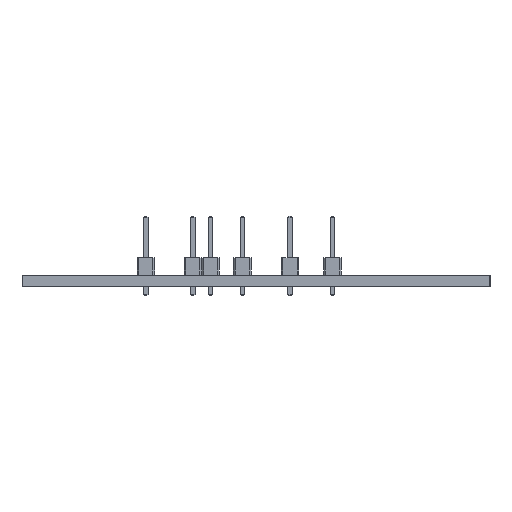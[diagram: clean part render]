
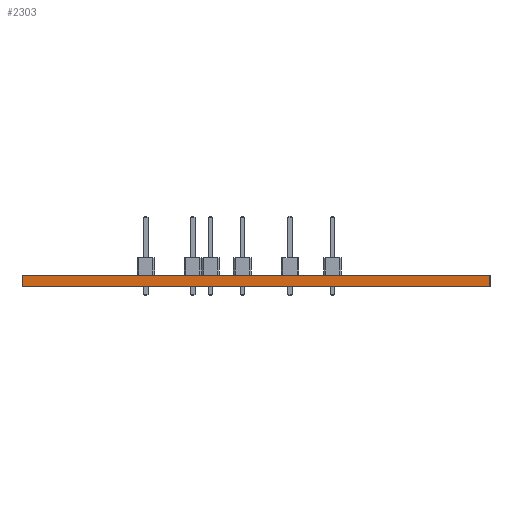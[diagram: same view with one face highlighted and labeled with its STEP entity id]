
A CAD part, left-side view. The second image highlights one B-rep face of the part: STEP entity #2303.
In plain terms, the highlighted planar face has unit normal (-1, 0, 0).
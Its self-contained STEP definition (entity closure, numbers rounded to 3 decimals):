
#2247 = VERTEX_POINT('',#2248);
#2248 = CARTESIAN_POINT('',(42.16,-156.25,1.6));
#2254 = EDGE_CURVE('',#2255,#2247,#2257,.T.);
#2255 = VERTEX_POINT('',#2256);
#2256 = CARTESIAN_POINT('',(42.16,-156.25,0.));
#2257 = LINE('',#2258,#2259);
#2258 = CARTESIAN_POINT('',(42.16,-156.25,0.));
#2259 = VECTOR('',#2260,1.);
#2260 = DIRECTION('',(0.,0.,1.));
#2303 = ADVANCED_FACE('',(#2304),#2329,.T.);
#2304 = FACE_BOUND('',#2305,.T.);
#2305 = EDGE_LOOP('',(#2306,#2307,#2315,#2323));
#2306 = ORIENTED_EDGE('',*,*,#2254,.T.);
#2307 = ORIENTED_EDGE('',*,*,#2308,.T.);
#2308 = EDGE_CURVE('',#2247,#2309,#2311,.T.);
#2309 = VERTEX_POINT('',#2310);
#2310 = CARTESIAN_POINT('',(42.16,-88.55,1.6));
#2311 = LINE('',#2312,#2313);
#2312 = CARTESIAN_POINT('',(42.16,-156.25,1.6));
#2313 = VECTOR('',#2314,1.);
#2314 = DIRECTION('',(0.,1.,0.));
#2315 = ORIENTED_EDGE('',*,*,#2316,.F.);
#2316 = EDGE_CURVE('',#2317,#2309,#2319,.T.);
#2317 = VERTEX_POINT('',#2318);
#2318 = CARTESIAN_POINT('',(42.16,-88.55,0.));
#2319 = LINE('',#2320,#2321);
#2320 = CARTESIAN_POINT('',(42.16,-88.55,0.));
#2321 = VECTOR('',#2322,1.);
#2322 = DIRECTION('',(0.,0.,1.));
#2323 = ORIENTED_EDGE('',*,*,#2324,.F.);
#2324 = EDGE_CURVE('',#2255,#2317,#2325,.T.);
#2325 = LINE('',#2326,#2327);
#2326 = CARTESIAN_POINT('',(42.16,-156.25,0.));
#2327 = VECTOR('',#2328,1.);
#2328 = DIRECTION('',(0.,1.,0.));
#2329 = PLANE('',#2330);
#2330 = AXIS2_PLACEMENT_3D('',#2331,#2332,#2333);
#2331 = CARTESIAN_POINT('',(42.16,-156.25,0.));
#2332 = DIRECTION('',(-1.,0.,0.));
#2333 = DIRECTION('',(0.,1.,0.));
